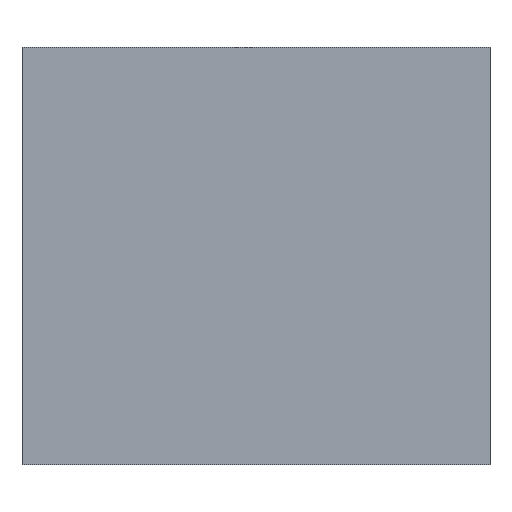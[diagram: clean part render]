
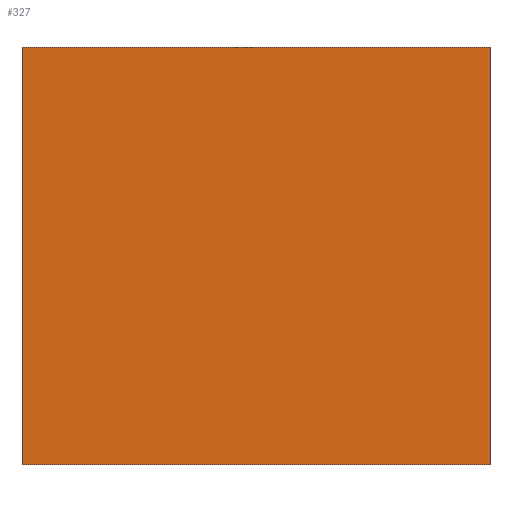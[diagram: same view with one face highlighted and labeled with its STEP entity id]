
A CAD part, top view. The second image highlights one B-rep face of the part: STEP entity #327.
In plain terms, the highlighted planar face has unit normal (0, 0, 1).
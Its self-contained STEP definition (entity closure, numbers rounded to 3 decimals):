
#26 = ORIENTED_EDGE ( 'NONE', *, *, #2270, .T. ) ;
#78 = VERTEX_POINT ( 'NONE', #2189 ) ;
#137 = VERTEX_POINT ( 'NONE', #933 ) ;
#166 = AXIS2_PLACEMENT_3D ( 'NONE', #2231, #2044, #2658 ) ;
#178 = VECTOR ( 'NONE', #1849, 1000. ) ;
#327 = ADVANCED_FACE ( 'NONE', ( #2041 ), #2007, .T. ) ;
#342 = LINE ( 'NONE', #768, #880 ) ;
#482 = LINE ( 'NONE', #2709, #1643 ) ;
#591 = LINE ( 'NONE', #1843, #178 ) ;
#629 = VERTEX_POINT ( 'NONE', #1734 ) ;
#768 = CARTESIAN_POINT ( 'NONE',  ( -0.925, 0., 0. ) ) ;
#825 = ORIENTED_EDGE ( 'NONE', *, *, #1209, .T. ) ;
#848 = VECTOR ( 'NONE', #1401, 1000. ) ;
#851 = EDGE_LOOP ( 'NONE', ( #1617, #825, #1326, #26 ) ) ;
#880 = VECTOR ( 'NONE', #2355, 1000. ) ;
#933 = CARTESIAN_POINT ( 'NONE',  ( -0.925, -0.825, 0. ) ) ;
#1058 = CARTESIAN_POINT ( 'NONE',  ( 0.925, 0.825, 0. ) ) ;
#1209 = EDGE_CURVE ( 'NONE', #137, #629, #2216, .T. ) ;
#1326 = ORIENTED_EDGE ( 'NONE', *, *, #1403, .T. ) ;
#1401 = DIRECTION ( 'NONE',  ( 1., 0., 0. ) ) ;
#1403 = EDGE_CURVE ( 'NONE', #629, #1635, #591, .T. ) ;
#1424 = DIRECTION ( 'NONE',  ( -1., 0., 0. ) ) ;
#1617 = ORIENTED_EDGE ( 'NONE', *, *, #1816, .T. ) ;
#1635 = VERTEX_POINT ( 'NONE', #1058 ) ;
#1643 = VECTOR ( 'NONE', #1424, 1000. ) ;
#1734 = CARTESIAN_POINT ( 'NONE',  ( 0.925, -0.825, 0. ) ) ;
#1816 = EDGE_CURVE ( 'NONE', #78, #137, #342, .T. ) ;
#1843 = CARTESIAN_POINT ( 'NONE',  ( 0.925, 0., 0. ) ) ;
#1849 = DIRECTION ( 'NONE',  ( 0., 1., 0. ) ) ;
#2007 = PLANE ( 'NONE',  #166 ) ;
#2010 = CARTESIAN_POINT ( 'NONE',  ( 0., -0.825, 0. ) ) ;
#2041 = FACE_OUTER_BOUND ( 'NONE', #851, .T. ) ;
#2044 = DIRECTION ( 'NONE',  ( 0., 0., 1. ) ) ;
#2189 = CARTESIAN_POINT ( 'NONE',  ( -0.925, 0.825, 0. ) ) ;
#2216 = LINE ( 'NONE', #2010, #848 ) ;
#2231 = CARTESIAN_POINT ( 'NONE',  ( 0., 0., 0. ) ) ;
#2270 = EDGE_CURVE ( 'NONE', #1635, #78, #482, .T. ) ;
#2355 = DIRECTION ( 'NONE',  ( 0., -1., 0. ) ) ;
#2658 = DIRECTION ( 'NONE',  ( 1., 0., 0. ) ) ;
#2709 = CARTESIAN_POINT ( 'NONE',  ( 0., 0.825, 0. ) ) ;
